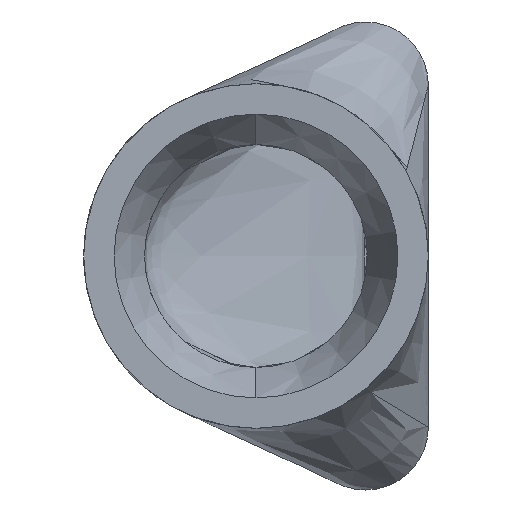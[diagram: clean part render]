
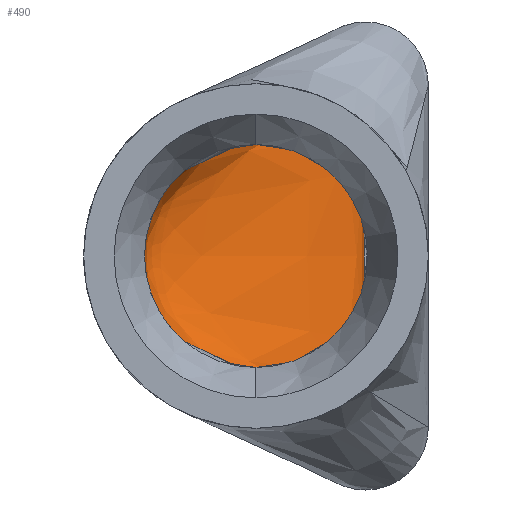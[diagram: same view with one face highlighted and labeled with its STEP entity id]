
A CAD part, left-side view. The second image highlights one B-rep face of the part: STEP entity #490.
In plain terms, the highlighted free-form (B-spline) face has degree [3, 3] with [9, 4] control points.
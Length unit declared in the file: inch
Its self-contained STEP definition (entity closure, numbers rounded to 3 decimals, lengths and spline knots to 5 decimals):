
#25 = CARTESIAN_POINT ( 'NONE',  ( 1.42, 0.1275, 0.34 ) ) ;
#49 = CARTESIAN_POINT ( 'NONE',  ( 1.42, 0.1275, 0.34 ) ) ;
#54 = CARTESIAN_POINT ( 'NONE',  ( 1.09, 0.51984, -0.13553 ) ) ;
#64 = CARTESIAN_POINT ( 'NONE',  ( 1.42, 0.1275, -0.34 ) ) ;
#79 = CARTESIAN_POINT ( 'NONE',  ( 1.42, 0.1275, 0.34 ) ) ;
#118 = CARTESIAN_POINT ( 'NONE',  ( 1.42, 0.1275, -0.34 ) ) ;
#130 = CARTESIAN_POINT ( 'NONE',  ( 1.42, 0.1275, 0.34 ) ) ;
#144 = CARTESIAN_POINT ( 'NONE',  ( 1.42, 0.1275, -0.255 ) ) ;
#146 = CARTESIAN_POINT ( 'NONE',  ( 1.09, 0.48488, 0.16969 ) ) ;
#149 = CARTESIAN_POINT ( 'NONE',  ( 1.09, 0.51984, 0.13554 ) ) ;
#198 = EDGE_CURVE ( 'NONE', #745, #1089, #1068, .T. ) ;
#209 = ORIENTED_EDGE ( 'NONE', *, *, #923, .T. ) ;
#210 = CARTESIAN_POINT ( 'NONE',  ( 1.42, 0.1275, -0.34 ) ) ;
#213 = EDGE_CURVE ( 'NONE', #1073, #745, #590, .T. ) ;
#215 = CARTESIAN_POINT ( 'NONE',  ( 1.42, 0.1275, -0.31167 ) ) ;
#216 = CARTESIAN_POINT ( 'NONE',  ( 1.42, 0.1275, -0.14167 ) ) ;
#221 = CARTESIAN_POINT ( 'NONE',  ( 1.18011, 0.55313, -0.0808 ) ) ;
#227 = CARTESIAN_POINT ( 'NONE',  ( 1.42, 0.1275, 0. ) ) ;
#233 = CARTESIAN_POINT ( 'NONE',  ( 1.32989, 0.1275, 0.14167 ) ) ;
#238 = CARTESIAN_POINT ( 'NONE',  ( 1.3341, 0.1275, -0.34 ) ) ;
#270 = CARTESIAN_POINT ( 'NONE',  ( 1.09, 0.49742, -0.15916 ) ) ;
#300 = CARTESIAN_POINT ( 'NONE',  ( 1.1759, 0.48488, 0.16968 ) ) ;
#305 = CARTESIAN_POINT ( 'NONE',  ( 1.09, 0.49742, 0.15916 ) ) ;
#310 = CARTESIAN_POINT ( 'NONE',  ( 1.33355, 0.1275, -0.31167 ) ) ;
#311 = VERTEX_POINT ( 'NONE', #25 ) ;
#316 = CARTESIAN_POINT ( 'NONE',  ( 1.42, 0.1275, 0. ) ) ;
#374 = B_SPLINE_CURVE_WITH_KNOTS ( 'NONE', 3,
 ( #64, #215, #410, #740, #316, #385, #1094, #558, #49 ),
 .UNSPECIFIED., .F., .F.,
 ( 4, 1, 1, 1, 1, 1, 4 ),
 ( 0., 0.125, 0.25, 0.5, 0.75, 0.875, 1. ),
 .UNSPECIFIED. ) ;
#385 = CARTESIAN_POINT ( 'NONE',  ( 1.42, 0.1275, 0.14167 ) ) ;
#386 = CARTESIAN_POINT ( 'NONE',  ( 1.17645, 0.49742, 0.15916 ) ) ;
#403 = CARTESIAN_POINT ( 'NONE',  ( 1.42, 0.1275, -0.31167 ) ) ;
#410 = CARTESIAN_POINT ( 'NONE',  ( 1.42, 0.1275, -0.255 ) ) ;
#411 = CARTESIAN_POINT ( 'NONE',  ( 1.09, 0.49742, -0.15916 ) ) ;
#441 = B_SPLINE_SURFACE_WITH_KNOTS ( 'NONE', 3, 3, ( 
 ( #831, #569, #238, #756 ),
 ( #411, #673, #310, #403 ),
 ( #54, #1003, #1105, #144 ),
 ( #666, #221, #1012, #216 ),
 ( #928, #1020, #921, #227 ),
 ( #836, #588, #233, #564 ),
 ( #149, #911, #762, #933 ),
 ( #305, #386, #741, #662 ),
 ( #1091, #300, #703, #79 ) ),
 .UNSPECIFIED., .F., .F., .F.,
 ( 4, 1, 1, 1, 1, 1, 4 ),
 ( 4, 4 ),
 ( 0., 0.125, 0.25, 0.5, 0.75, 0.875, 1. ),
 ( 0., 1. ),
 .UNSPECIFIED. ) ;
#462 = EDGE_LOOP ( 'NONE', ( #1027, #1042, #209, #890 ) ) ;
#479 = FACE_OUTER_BOUND ( 'NONE', #462, .T. ) ;
#490 = ADVANCED_FACE ( 'NONE', ( #479 ), #441, .F. ) ;
#538 = CARTESIAN_POINT ( 'NONE',  ( 1.09, 0.48488, -0.16969 ) ) ;
#549 = CARTESIAN_POINT ( 'NONE',  ( 1.3341, 0.1275, -0.34 ) ) ;
#555 = CARTESIAN_POINT ( 'NONE',  ( 1.09, 0.48488, -0.16969 ) ) ;
#558 = CARTESIAN_POINT ( 'NONE',  ( 1.42, 0.1275, 0.31167 ) ) ;
#564 = CARTESIAN_POINT ( 'NONE',  ( 1.42, 0.1275, 0.14167 ) ) ;
#569 = CARTESIAN_POINT ( 'NONE',  ( 1.1759, 0.48488, -0.16968 ) ) ;
#581 = CARTESIAN_POINT ( 'NONE',  ( 1.09, 0.48488, 0.16969 ) ) ;
#588 = CARTESIAN_POINT ( 'NONE',  ( 1.18011, 0.55314, 0.08078 ) ) ;
#590 = B_SPLINE_CURVE_WITH_KNOTS ( 'NONE', 3,
 ( #886, #984, #816, #821, #725, #717, #1076, #270, #538 ),
 .UNSPECIFIED., .F., .F.,
 ( 4, 1, 1, 1, 1, 1, 4 ),
 ( 0., 0.125, 0.25, 0.5, 0.75, 0.875, 1. ),
 .UNSPECIFIED. ) ;
#657 = B_SPLINE_CURVE_WITH_KNOTS ( 'NONE', 3,
 ( #146, #670, #908, #130 ),
 .UNSPECIFIED., .F., .F.,
 ( 4, 4 ),
 ( 0., 1. ),
 .UNSPECIFIED. ) ;
#662 = CARTESIAN_POINT ( 'NONE',  ( 1.42, 0.1275, 0.31167 ) ) ;
#666 = CARTESIAN_POINT ( 'NONE',  ( 1.09, 0.55313, -0.0808 ) ) ;
#670 = CARTESIAN_POINT ( 'NONE',  ( 1.1759, 0.48488, 0.16968 ) ) ;
#673 = CARTESIAN_POINT ( 'NONE',  ( 1.17645, 0.49742, -0.15916 ) ) ;
#701 = EDGE_CURVE ( 'NONE', #1073, #311, #657, .T. ) ;
#703 = CARTESIAN_POINT ( 'NONE',  ( 1.3341, 0.1275, 0.34 ) ) ;
#717 = CARTESIAN_POINT ( 'NONE',  ( 1.09, 0.55313, -0.0808 ) ) ;
#725 = CARTESIAN_POINT ( 'NONE',  ( 1.09, 0.57128, 0.00001 ) ) ;
#740 = CARTESIAN_POINT ( 'NONE',  ( 1.42, 0.1275, -0.14167 ) ) ;
#741 = CARTESIAN_POINT ( 'NONE',  ( 1.33355, 0.1275, 0.31167 ) ) ;
#745 = VERTEX_POINT ( 'NONE', #1059 ) ;
#756 = CARTESIAN_POINT ( 'NONE',  ( 1.42, 0.1275, -0.34 ) ) ;
#762 = CARTESIAN_POINT ( 'NONE',  ( 1.33246, 0.1275, 0.255 ) ) ;
#802 = CARTESIAN_POINT ( 'NONE',  ( 1.1759, 0.48488, -0.16968 ) ) ;
#816 = CARTESIAN_POINT ( 'NONE',  ( 1.09, 0.51984, 0.13554 ) ) ;
#821 = CARTESIAN_POINT ( 'NONE',  ( 1.09, 0.55314, 0.08078 ) ) ;
#831 = CARTESIAN_POINT ( 'NONE',  ( 1.09, 0.48488, -0.16968 ) ) ;
#836 = CARTESIAN_POINT ( 'NONE',  ( 1.09, 0.55314, 0.08078 ) ) ;
#886 = CARTESIAN_POINT ( 'NONE',  ( 1.09, 0.48488, 0.16969 ) ) ;
#890 = ORIENTED_EDGE ( 'NONE', *, *, #701, .F. ) ;
#908 = CARTESIAN_POINT ( 'NONE',  ( 1.3341, 0.1275, 0.34 ) ) ;
#911 = CARTESIAN_POINT ( 'NONE',  ( 1.17754, 0.51984, 0.13554 ) ) ;
#921 = CARTESIAN_POINT ( 'NONE',  ( 1.32807, 0.1275, 0. ) ) ;
#923 = EDGE_CURVE ( 'NONE', #1089, #311, #374, .T. ) ;
#928 = CARTESIAN_POINT ( 'NONE',  ( 1.09, 0.57128, 0.00001 ) ) ;
#933 = CARTESIAN_POINT ( 'NONE',  ( 1.42, 0.1275, 0.255 ) ) ;
#984 = CARTESIAN_POINT ( 'NONE',  ( 1.09, 0.49742, 0.15916 ) ) ;
#1003 = CARTESIAN_POINT ( 'NONE',  ( 1.17754, 0.51984, -0.13553 ) ) ;
#1012 = CARTESIAN_POINT ( 'NONE',  ( 1.32989, 0.1275, -0.14167 ) ) ;
#1020 = CARTESIAN_POINT ( 'NONE',  ( 1.18193, 0.57128, 0.00001 ) ) ;
#1027 = ORIENTED_EDGE ( 'NONE', *, *, #213, .T. ) ;
#1042 = ORIENTED_EDGE ( 'NONE', *, *, #198, .T. ) ;
#1059 = CARTESIAN_POINT ( 'NONE',  ( 1.09, 0.48488, -0.16969 ) ) ;
#1068 = B_SPLINE_CURVE_WITH_KNOTS ( 'NONE', 3,
 ( #555, #802, #549, #118 ),
 .UNSPECIFIED., .F., .F.,
 ( 4, 4 ),
 ( 0., 1. ),
 .UNSPECIFIED. ) ;
#1073 = VERTEX_POINT ( 'NONE', #581 ) ;
#1076 = CARTESIAN_POINT ( 'NONE',  ( 1.09, 0.51984, -0.13553 ) ) ;
#1089 = VERTEX_POINT ( 'NONE', #210 ) ;
#1091 = CARTESIAN_POINT ( 'NONE',  ( 1.09, 0.48488, 0.16968 ) ) ;
#1094 = CARTESIAN_POINT ( 'NONE',  ( 1.42, 0.1275, 0.255 ) ) ;
#1105 = CARTESIAN_POINT ( 'NONE',  ( 1.33246, 0.1275, -0.255 ) ) ;
